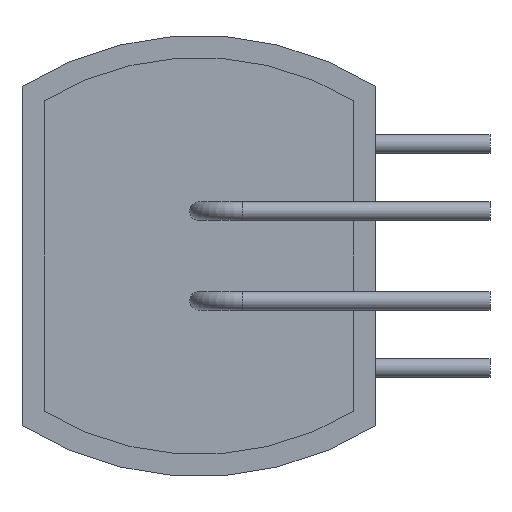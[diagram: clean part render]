
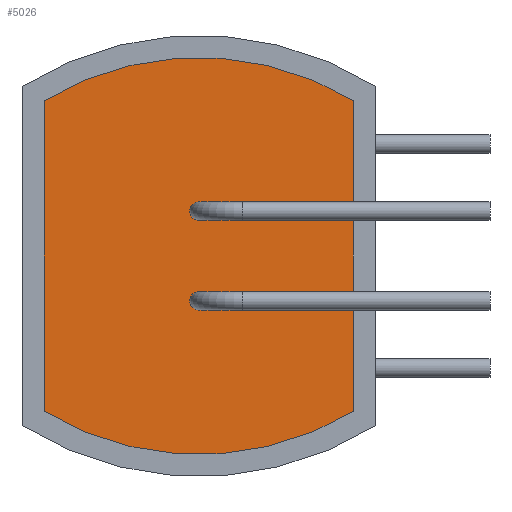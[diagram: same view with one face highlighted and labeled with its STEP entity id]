
A CAD part, front view. The second image highlights one B-rep face of the part: STEP entity #5026.
In plain terms, the highlighted planar face has unit normal (0, -1, 0).
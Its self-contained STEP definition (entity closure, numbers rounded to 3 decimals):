
#4622 = VERTEX_POINT('',#4623);
#4623 = CARTESIAN_POINT('',(3.5,-4.99,3.522));
#4629 = EDGE_CURVE('',#4622,#4630,#4632,.T.);
#4630 = VERTEX_POINT('',#4631);
#4631 = CARTESIAN_POINT('',(-3.5,-4.99,3.522));
#4632 = CIRCLE('',#4633,6.75);
#4633 = AXIS2_PLACEMENT_3D('',#4634,#4635,#4636);
#4634 = CARTESIAN_POINT('',(0.,-4.99,-2.25));
#4635 = DIRECTION('',(0.,-1.,0.));
#4636 = DIRECTION('',(1.,0.,0.));
#4654 = EDGE_CURVE('',#4630,#4655,#4657,.T.);
#4655 = VERTEX_POINT('',#4656);
#4656 = CARTESIAN_POINT('',(-3.5,-4.99,-3.522));
#4657 = LINE('',#4658,#4659);
#4658 = CARTESIAN_POINT('',(-3.5,-4.99,3.522));
#4659 = VECTOR('',#4660,1.);
#4660 = DIRECTION('',(0.,0.,-1.));
#4678 = EDGE_CURVE('',#4655,#4679,#4681,.T.);
#4679 = VERTEX_POINT('',#4680);
#4680 = CARTESIAN_POINT('',(3.5,-4.99,-3.522));
#4681 = CIRCLE('',#4682,6.75);
#4682 = AXIS2_PLACEMENT_3D('',#4683,#4684,#4685);
#4683 = CARTESIAN_POINT('',(0.,-4.99,2.25));
#4684 = DIRECTION('',(0.,-1.,0.));
#4685 = DIRECTION('',(1.,0.,0.));
#4703 = EDGE_CURVE('',#4622,#4679,#4704,.T.);
#4704 = LINE('',#4705,#4706);
#4705 = CARTESIAN_POINT('',(3.5,-4.99,3.522));
#4706 = VECTOR('',#4707,1.);
#4707 = DIRECTION('',(0.,0.,-1.));
#5026 = ADVANCED_FACE('',(#5027,#5033,#5044),#5055,.T.);
#5027 = FACE_BOUND('',#5028,.T.);
#5028 = EDGE_LOOP('',(#5029,#5030,#5031,#5032));
#5029 = ORIENTED_EDGE('',*,*,#4629,.T.);
#5030 = ORIENTED_EDGE('',*,*,#4654,.T.);
#5031 = ORIENTED_EDGE('',*,*,#4678,.T.);
#5032 = ORIENTED_EDGE('',*,*,#4703,.F.);
#5033 = FACE_BOUND('',#5034,.T.);
#5034 = EDGE_LOOP('',(#5035));
#5035 = ORIENTED_EDGE('',*,*,#5036,.F.);
#5036 = EDGE_CURVE('',#5037,#5037,#5039,.T.);
#5037 = VERTEX_POINT('',#5038);
#5038 = CARTESIAN_POINT('',(0.208,-4.99,1.018));
#5039 = CIRCLE('',#5040,0.208);
#5040 = AXIS2_PLACEMENT_3D('',#5041,#5042,#5043);
#5041 = CARTESIAN_POINT('',(0.,-4.99,1.018));
#5042 = DIRECTION('',(0.,-1.,0.));
#5043 = DIRECTION('',(1.,0.,0.));
#5044 = FACE_BOUND('',#5045,.T.);
#5045 = EDGE_LOOP('',(#5046));
#5046 = ORIENTED_EDGE('',*,*,#5047,.F.);
#5047 = EDGE_CURVE('',#5048,#5048,#5050,.T.);
#5048 = VERTEX_POINT('',#5049);
#5049 = CARTESIAN_POINT('',(0.208,-4.99,-1.018));
#5050 = CIRCLE('',#5051,0.208);
#5051 = AXIS2_PLACEMENT_3D('',#5052,#5053,#5054);
#5052 = CARTESIAN_POINT('',(0.,-4.99,-1.018));
#5053 = DIRECTION('',(0.,-1.,0.));
#5054 = DIRECTION('',(1.,0.,0.));
#5055 = PLANE('',#5056);
#5056 = AXIS2_PLACEMENT_3D('',#5057,#5058,#5059);
#5057 = CARTESIAN_POINT('',(0.,-4.99,0.
    ));
#5058 = DIRECTION('',(0.,-1.,0.));
#5059 = DIRECTION('',(0.,0.,-1.));
